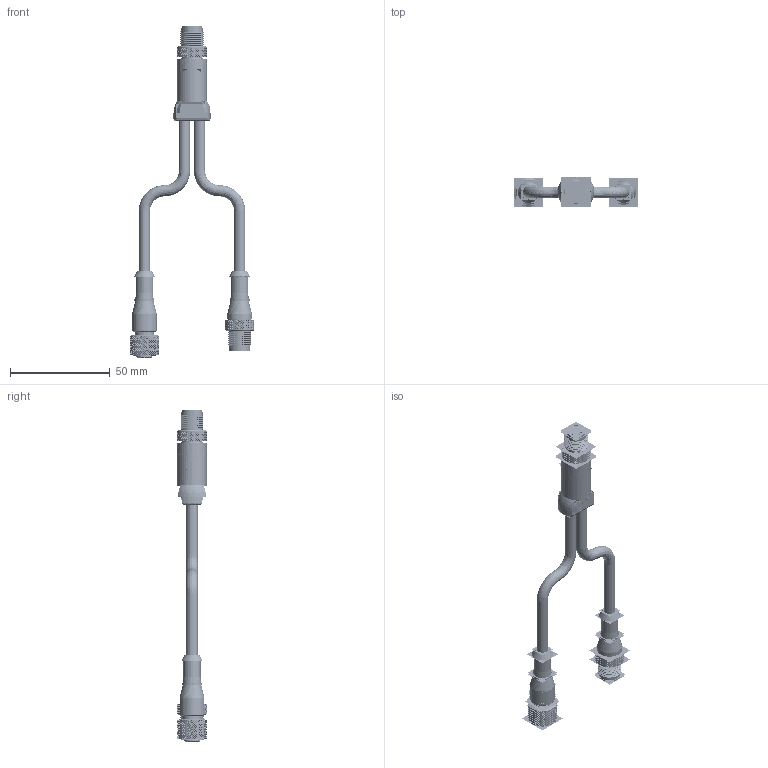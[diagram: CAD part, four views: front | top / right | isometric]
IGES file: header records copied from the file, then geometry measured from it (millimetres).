
Start section:  PTC IGES file: 237913_sm01.igs
Global section: file name: 237913_sm01.igs; native system: Creo Parametric by PTC Inc.; preprocessor: 2022414; author: banengservice; organization: Unknown; date: 20240604.094034; units: millimetre
Bounding box: 62.13 x 15 x 166.13 mm (x, y, z)
Volume: 17315.5 mm3; surface area: 64235.7 mm2
Topology: 1 solids, 73 shells, 16104 faces, 72368 edges, 86336 vertices
Faces by surface type: bspline 12202, revolution 3846, extrusion 56
